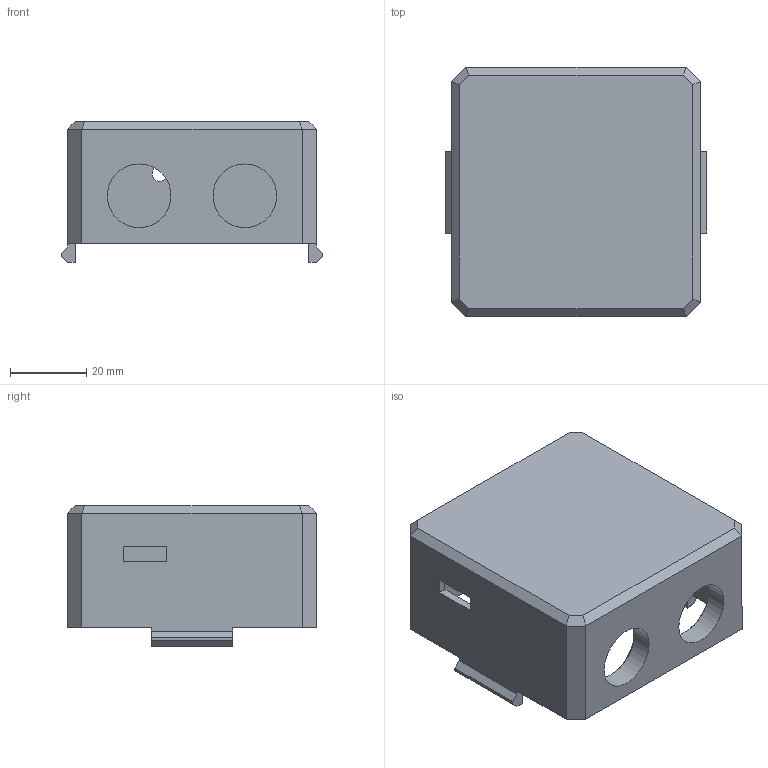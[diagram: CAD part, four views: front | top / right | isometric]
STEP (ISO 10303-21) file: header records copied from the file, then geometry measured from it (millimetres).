
FILE_DESCRIPTION(/* description */ (''),/* implementation_level */ '2;1');
FILE_NAME(/* name */ 'OttoDIY+_Head_CRO2.step',/* time_stamp */ '2025-11-25T18:37:51+01:00',/* author */ (''),/* organization */ (''),/* preprocessor_version */ 'ST-DEVELOPER v20.1',/* originating_system */ 'Autodesk Translation Framework v14.21.0.0',/* authorisation */ '');
FILE_SCHEMA (('AUTOMOTIVE_DESIGN { 1 0 10303 214 3 1 1 }'));
Length unit declared in the file: millimetre
Products named in the file (2): OttoDIY+_Head_CRO2; Head
Assembly tree (1 placements, depth 2):
  OttoDIY+_Head_CRO2
    Head
Bounding box: 68.6 x 65.4 x 37 mm (x, y, z)
Volume: 25301.9 mm3; surface area: 24863 mm2
Topology: 1 solids, 1 shells, 333 faces, 945 edges, 622 vertices
Faces by surface type: plane 159, bspline 149, cylinder 15, cone 10
Full cylindrical faces by diameter (mm): 2 x4, 3 x1, 4 x1, 5 x4, 16.75 x2
Entity records: 12211 total; most frequent: CARTESIAN_POINT 4490, ORIENTED_EDGE 1890, DIRECTION 1057, EDGE_CURVE 945, VERTEX_POINT 622, LINE 571, VECTOR 571, EDGE_LOOP 353
